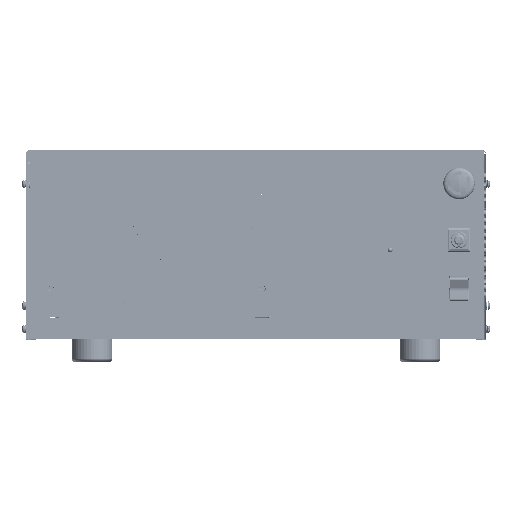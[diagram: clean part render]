
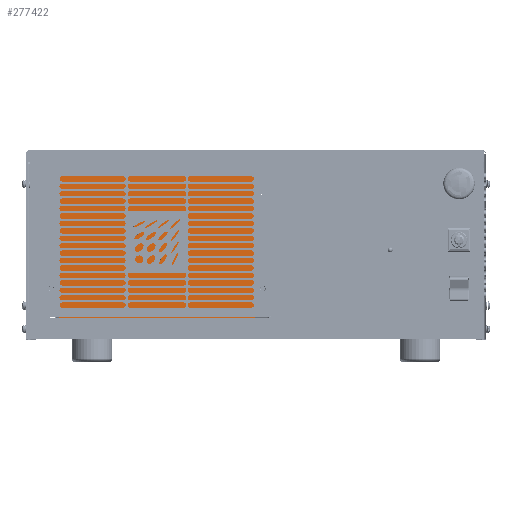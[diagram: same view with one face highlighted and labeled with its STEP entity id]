
A CAD part, top view. The second image highlights one B-rep face of the part: STEP entity #277422.
In plain terms, the highlighted planar face has unit normal (0, 0, 1).
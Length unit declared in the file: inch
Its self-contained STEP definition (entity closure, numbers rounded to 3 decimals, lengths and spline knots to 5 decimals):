
#7493 = AXIS2_PLACEMENT_3D ( 'NONE', #219720, #219729, #219737 ) ;
#50147 = CARTESIAN_POINT ( 'NONE',  ( -9.16685, -0.68944, 12.62933 ) ) ;
#50230 = DIRECTION ( 'NONE',  ( 1., 0., 0. ) ) ;
#51116 = LINE ( 'NONE', #60244, #51146 ) ;
#51134 = LINE ( 'NONE', #60389, #51165 ) ;
#51146 = VECTOR ( 'NONE', #60268, 39.37008 ) ;
#51165 = VECTOR ( 'NONE', #60479, 39.37008 ) ;
#51229 = LINE ( 'NONE', #61034, #51260 ) ;
#51260 = VECTOR ( 'NONE', #61060, 39.37008 ) ;
#57867 = LINE ( 'NONE', #50147, #57922 ) ;
#57922 = VECTOR ( 'NONE', #50230, 39.37008 ) ;
#60244 = CARTESIAN_POINT ( 'NONE',  ( -1.93995, 5.02056, 12.62933 ) ) ;
#60268 = DIRECTION ( 'NONE',  ( 0., 1., 0. ) ) ;
#60389 = CARTESIAN_POINT ( 'NONE',  ( -9.16685, 5.02056, 12.62933 ) ) ;
#60479 = DIRECTION ( 'NONE',  ( 0., -1., 0. ) ) ;
#61034 = CARTESIAN_POINT ( 'NONE',  ( -9.16685, 5.02056, 12.62933 ) ) ;
#61060 = DIRECTION ( 'NONE',  ( -1., 0., 0. ) ) ;
#103314 = CARTESIAN_POINT ( 'NONE',  ( -9.16685, -0.68944, 12.62933 ) ) ;
#103560 = CARTESIAN_POINT ( 'NONE',  ( -9.16685, 5.02056, 12.62933 ) ) ;
#118187 = CARTESIAN_POINT ( 'NONE',  ( -1.93995, 5.02056, 12.62933 ) ) ;
#118686 = CARTESIAN_POINT ( 'NONE',  ( -1.93995, -0.68944, 12.62933 ) ) ;
#214468 = FACE_OUTER_BOUND ( 'NONE', #326913, .T. ) ;
#219635 = PLANE ( 'NONE',  #7493 ) ;
#219720 = CARTESIAN_POINT ( 'NONE',  ( -9.16685, -0.68944, 12.62933 ) ) ;
#219729 = DIRECTION ( 'NONE',  ( 0., 0., 1. ) ) ;
#219737 = DIRECTION ( 'NONE',  ( 0., -1., 0. ) ) ;
#277422 = ADVANCED_FACE ( 'NONE', ( #214468 ), #219635, .T. ) ;
#326913 = EDGE_LOOP ( 'NONE', ( #334718, #334736, #334760, #334784 ) ) ;
#328362 = VERTEX_POINT ( 'NONE', #118187 ) ;
#328425 = VERTEX_POINT ( 'NONE', #118686 ) ;
#328506 = VERTEX_POINT ( 'NONE', #103314 ) ;
#328569 = VERTEX_POINT ( 'NONE', #103560 ) ;
#334718 = ORIENTED_EDGE ( 'NONE', *, *, #396652, .T. ) ;
#334736 = ORIENTED_EDGE ( 'NONE', *, *, #397280, .T. ) ;
#334760 = ORIENTED_EDGE ( 'NONE', *, *, #396646, .T. ) ;
#334784 = ORIENTED_EDGE ( 'NONE', *, *, #396664, .T. ) ;
#396646 = EDGE_CURVE ( 'NONE', #328425, #328362, #51116, .T. ) ;
#396652 = EDGE_CURVE ( 'NONE', #328569, #328506, #51134, .T. ) ;
#396664 = EDGE_CURVE ( 'NONE', #328362, #328569, #51229, .T. ) ;
#397280 = EDGE_CURVE ( 'NONE', #328506, #328425, #57867, .T. ) ;
